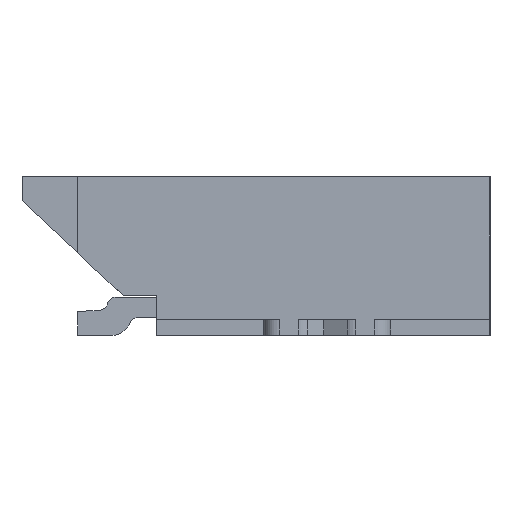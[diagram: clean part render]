
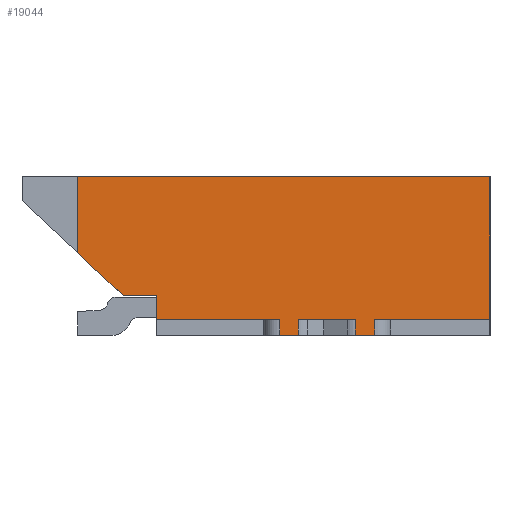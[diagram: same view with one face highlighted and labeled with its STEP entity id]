
A CAD part, left-side view. The second image highlights one B-rep face of the part: STEP entity #19044.
In plain terms, the highlighted planar face has unit normal (-1, 0, 0).
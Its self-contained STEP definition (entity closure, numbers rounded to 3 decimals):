
#832=FACE_OUTER_BOUND('',#1867,.T.);
#1867=EDGE_LOOP('',(#12541,#12542,#12543,#12544,#12545,#12546,#12547,#12548,
#12549,#12550,#12551,#12552,#12553,#12554,#12555));
#2948=LINE('',#27141,#5328);
#2951=LINE('',#27150,#5331);
#2963=LINE('',#27176,#5343);
#2982=LINE('',#27216,#5362);
#2985=LINE('',#27221,#5365);
#2986=LINE('',#27223,#5366);
#2987=LINE('',#27225,#5367);
#2988=LINE('',#27226,#5368);
#2989=LINE('',#27228,#5369);
#2990=LINE('',#27230,#5370);
#2991=LINE('',#27232,#5371);
#2992=LINE('',#27233,#5372);
#2993=LINE('',#27234,#5373);
#2994=LINE('',#27236,#5374);
#2995=LINE('',#27237,#5375);
#5328=VECTOR('',#21661,0.246);
#5331=VECTOR('',#21668,0.231);
#5343=VECTOR('',#21684,0.424);
#5362=VECTOR('',#21711,0.961);
#5365=VECTOR('',#21716,0.2);
#5366=VECTOR('',#21717,0.2);
#5367=VECTOR('',#21718,0.722);
#5368=VECTOR('',#21719,0.2);
#5369=VECTOR('',#21720,0.2);
#5370=VECTOR('',#21721,1.45);
#5371=VECTOR('',#21722,1.8);
#5372=VECTOR('',#21723,5.2);
#5373=VECTOR('',#21724,0.788);
#5374=VECTOR('',#21725,0.3);
#5375=VECTOR('',#21726,1.55);
#7709=VERTEX_POINT('',#27129);
#7714=VERTEX_POINT('',#27138);
#7715=VERTEX_POINT('',#27140);
#7719=VERTEX_POINT('',#27148);
#7730=VERTEX_POINT('',#27173);
#7731=VERTEX_POINT('',#27175);
#7747=VERTEX_POINT('',#27214);
#7748=VERTEX_POINT('',#27215);
#7749=VERTEX_POINT('',#27220);
#7750=VERTEX_POINT('',#27222);
#7751=VERTEX_POINT('',#27224);
#7752=VERTEX_POINT('',#27227);
#7753=VERTEX_POINT('',#27229);
#7754=VERTEX_POINT('',#27231);
#7755=VERTEX_POINT('',#27235);
#9610=EDGE_CURVE('',#7715,#7714,#2948,.T.);
#9615=EDGE_CURVE('',#7709,#7719,#2951,.T.);
#9627=EDGE_CURVE('',#7731,#7730,#2963,.T.);
#9646=EDGE_CURVE('',#7747,#7748,#2982,.T.);
#9649=EDGE_CURVE('',#7749,#7709,#2985,.T.);
#9650=EDGE_CURVE('',#7719,#7750,#2986,.T.);
#9651=EDGE_CURVE('',#7750,#7751,#2987,.T.);
#9652=EDGE_CURVE('',#7751,#7715,#2988,.T.);
#9653=EDGE_CURVE('',#7714,#7752,#2989,.T.);
#9654=EDGE_CURVE('',#7752,#7753,#2990,.T.);
#9655=EDGE_CURVE('',#7753,#7754,#2991,.T.);
#9656=EDGE_CURVE('',#7748,#7754,#2992,.T.);
#9657=EDGE_CURVE('',#7747,#7731,#2993,.T.);
#9658=EDGE_CURVE('',#7755,#7730,#2994,.T.);
#9659=EDGE_CURVE('',#7755,#7749,#2995,.T.);
#12541=ORIENTED_EDGE('',*,*,#9649,.T.);
#12542=ORIENTED_EDGE('',*,*,#9615,.T.);
#12543=ORIENTED_EDGE('',*,*,#9650,.T.);
#12544=ORIENTED_EDGE('',*,*,#9651,.T.);
#12545=ORIENTED_EDGE('',*,*,#9652,.T.);
#12546=ORIENTED_EDGE('',*,*,#9610,.T.);
#12547=ORIENTED_EDGE('',*,*,#9653,.T.);
#12548=ORIENTED_EDGE('',*,*,#9654,.T.);
#12549=ORIENTED_EDGE('',*,*,#9655,.T.);
#12550=ORIENTED_EDGE('',*,*,#9656,.F.);
#12551=ORIENTED_EDGE('',*,*,#9646,.F.);
#12552=ORIENTED_EDGE('',*,*,#9657,.T.);
#12553=ORIENTED_EDGE('',*,*,#9627,.T.);
#12554=ORIENTED_EDGE('',*,*,#9658,.F.);
#12555=ORIENTED_EDGE('',*,*,#9659,.T.);
#18263=PLANE('',#20101);
#19044=ADVANCED_FACE('',(#832),#18263,.T.);
#20101=AXIS2_PLACEMENT_3D('',#27219,#21714,#21715);
#21661=DIRECTION('',(0.,-1.,0.));
#21668=DIRECTION('',(0.,-1.,0.));
#21684=DIRECTION('',(0.,-1.,0.));
#21711=DIRECTION('',(0.,0.,1.));
#21714=DIRECTION('center_axis',(-1.,0.,0.));
#21715=DIRECTION('ref_axis',(0.,-1.,0.));
#21716=DIRECTION('',(0.,0.,-1.));
#21717=DIRECTION('',(0.,0.,1.));
#21718=DIRECTION('',(0.,-1.,0.));
#21719=DIRECTION('',(0.,0.,-1.));
#21720=DIRECTION('',(0.,0.,1.));
#21721=DIRECTION('',(0.,-1.,0.));
#21722=DIRECTION('',(0.,0.,1.));
#21723=DIRECTION('',(0.,-1.,0.));
#21724=DIRECTION('',(0.,-0.73,-0.683));
#21725=DIRECTION('',(0.,0.,1.));
#21726=DIRECTION('',(0.,-1.,0.));
#27129=CARTESIAN_POINT('',(-11.75,-1.81,0.06));
#27138=CARTESIAN_POINT('',(-11.75,-3.01,0.06));
#27140=CARTESIAN_POINT('',(-11.75,-2.764,0.06));
#27141=CARTESIAN_POINT('',(-11.75,-2.764,0.06));
#27148=CARTESIAN_POINT('',(-11.75,-2.041,0.06));
#27150=CARTESIAN_POINT('',(-11.75,-1.81,0.06));
#27173=CARTESIAN_POINT('',(-11.75,-0.26,0.56));
#27175=CARTESIAN_POINT('',(-11.75,0.164,0.56));
#27176=CARTESIAN_POINT('',(-11.75,0.164,0.56));
#27214=CARTESIAN_POINT('',(-11.75,0.74,1.099));
#27215=CARTESIAN_POINT('',(-11.75,0.74,2.06));
#27216=CARTESIAN_POINT('',(-11.75,0.74,1.099));
#27219=CARTESIAN_POINT('Origin',(-11.75,1.44,0.06));
#27220=CARTESIAN_POINT('',(-11.75,-1.81,0.26));
#27221=CARTESIAN_POINT('',(-11.75,-1.81,0.26));
#27222=CARTESIAN_POINT('',(-11.75,-2.041,0.26));
#27223=CARTESIAN_POINT('',(-11.75,-2.041,0.06));
#27224=CARTESIAN_POINT('',(-11.75,-2.764,0.26));
#27225=CARTESIAN_POINT('',(-11.75,-2.041,0.26));
#27226=CARTESIAN_POINT('',(-11.75,-2.764,0.26));
#27227=CARTESIAN_POINT('',(-11.75,-3.01,0.26));
#27228=CARTESIAN_POINT('',(-11.75,-3.01,0.06));
#27229=CARTESIAN_POINT('',(-11.75,-4.46,0.26));
#27230=CARTESIAN_POINT('',(-11.75,-3.01,0.26));
#27231=CARTESIAN_POINT('',(-11.75,-4.46,2.06));
#27232=CARTESIAN_POINT('',(-11.75,-4.46,0.26));
#27233=CARTESIAN_POINT('',(-11.75,0.74,2.06));
#27234=CARTESIAN_POINT('',(-11.75,0.74,1.099));
#27235=CARTESIAN_POINT('',(-11.75,-0.26,0.26));
#27236=CARTESIAN_POINT('',(-11.75,-0.26,0.26));
#27237=CARTESIAN_POINT('',(-11.75,-0.26,0.26));
